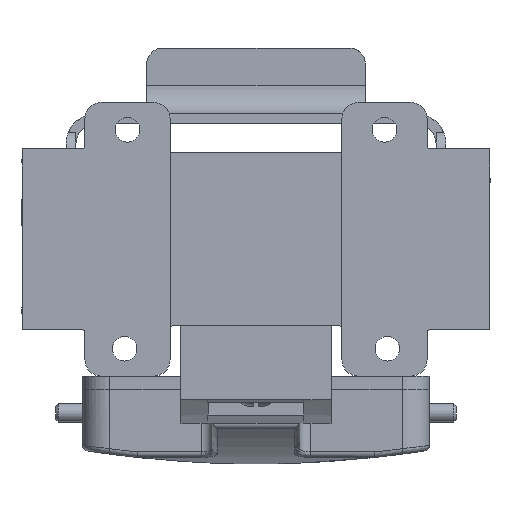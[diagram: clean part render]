
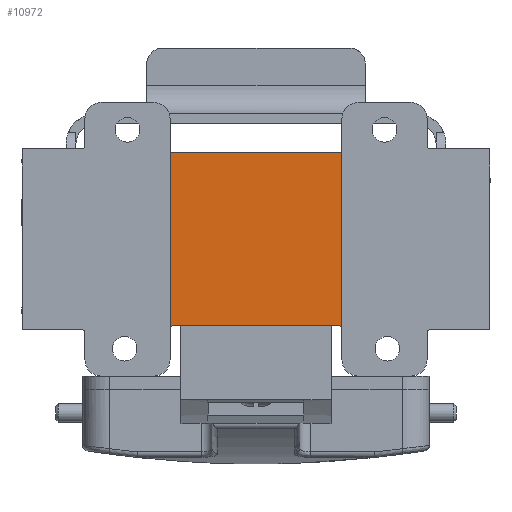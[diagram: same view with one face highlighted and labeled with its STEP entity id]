
A CAD part, front view. The second image highlights one B-rep face of the part: STEP entity #10972.
In plain terms, the highlighted planar face has unit normal (0, -1, 0).
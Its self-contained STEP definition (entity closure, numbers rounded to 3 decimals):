
#69 = CARTESIAN_POINT ( 'NONE',  ( 26.73, -51.35, -15.761 ) ) ;
#169 =( BOUNDED_CURVE ( )  B_SPLINE_CURVE ( 3, ( #3070, #12978, #14640, #4743 ),
 .UNSPECIFIED., .F., .F. ) 
 B_SPLINE_CURVE_WITH_KNOTS ( ( 4, 4 ),
 ( 4.712, 6.283 ),
 .UNSPECIFIED. ) 
 CURVE ( )  GEOMETRIC_REPRESENTATION_ITEM ( )  RATIONAL_B_SPLINE_CURVE ( ( 1., 0.805, 0.805, 1. ) ) 
 REPRESENTATION_ITEM ( '' )  );
#1972 = CARTESIAN_POINT ( 'NONE',  ( -15.7, -51.35, -16.361 ) ) ;
#2026 = VECTOR ( 'NONE', #4406, 1000. ) ;
#2246 =( BOUNDED_CURVE ( )  B_SPLINE_CURVE ( 3, ( #11589, #5025, #8323, #19898 ),
 .UNSPECIFIED., .F., .F. ) 
 B_SPLINE_CURVE_WITH_KNOTS ( ( 4, 4 ),
 ( 3.142, 4.712 ),
 .UNSPECIFIED. ) 
 CURVE ( )  GEOMETRIC_REPRESENTATION_ITEM ( )  RATIONAL_B_SPLINE_CURVE ( ( 1., 0.805, 0.805, 1. ) ) 
 REPRESENTATION_ITEM ( '' )  );
#2576 = CARTESIAN_POINT ( 'NONE',  ( 15.1, -51.35, 15.761 ) ) ;
#3070 = CARTESIAN_POINT ( 'NONE',  ( 15.7, -51.35, 16.361 ) ) ;
#3085 = CARTESIAN_POINT ( 'NONE',  ( -15.1, -51.35, 15.761 ) ) ;
#3097 = LINE ( 'NONE', #11524, #11360 ) ;
#3164 = ORIENTED_EDGE ( 'NONE', *, *, #6648, .T. ) ;
#3779 = AXIS2_PLACEMENT_3D ( 'NONE', #6325, #17886, #7982 ) ;
#3834 = ORIENTED_EDGE ( 'NONE', *, *, #17046, .F. ) ;
#4406 = DIRECTION ( 'NONE',  ( 1., 0., 0. ) ) ;
#4704 = EDGE_CURVE ( 'NONE', #18514, #13891, #6276, .T. ) ;
#4732 = FACE_OUTER_BOUND ( 'NONE', #9265, .T. ) ;
#4743 = CARTESIAN_POINT ( 'NONE',  ( 15.1, -51.35, 15.761 ) ) ;
#5025 = CARTESIAN_POINT ( 'NONE',  ( 15.451, -51.35, -15.761 ) ) ;
#5444 = EDGE_CURVE ( 'NONE', #12936, #10843, #10823, .T. ) ;
#5628 = VERTEX_POINT ( 'NONE', #16958 ) ;
#6011 = CARTESIAN_POINT ( 'NONE',  ( -15.7, -51.35, -16.361 ) ) ;
#6080 = ORIENTED_EDGE ( 'NONE', *, *, #11178, .T. ) ;
#6276 = LINE ( 'NONE', #69, #7565 ) ;
#6325 = CARTESIAN_POINT ( 'NONE',  ( 26.73, -51.35, 9.865 ) ) ;
#6492 =( BOUNDED_CURVE ( )  B_SPLINE_CURVE ( 3, ( #13326, #8388, #19973, #10051 ),
 .UNSPECIFIED., .F., .T. ) 
 B_SPLINE_CURVE_WITH_KNOTS ( ( 4, 4 ),
 ( 3.142, 4.712 ),
 .UNSPECIFIED. ) 
 CURVE ( )  GEOMETRIC_REPRESENTATION_ITEM ( )  RATIONAL_B_SPLINE_CURVE ( ( 1., 0.805, 0.805, 1. ) ) 
 REPRESENTATION_ITEM ( '' )  );
#6648 = EDGE_CURVE ( 'NONE', #15608, #10843, #169, .T. ) ;
#7565 = VECTOR ( 'NONE', #11654, 1000. ) ;
#7631 = EDGE_CURVE ( 'NONE', #5628, #15608, #3097, .T. ) ;
#7678 = CARTESIAN_POINT ( 'NONE',  ( -15.7, -51.35, -16.01 ) ) ;
#7982 = DIRECTION ( 'NONE',  ( 0., 0., 1. ) ) ;
#7993 = VERTEX_POINT ( 'NONE', #1972 ) ;
#8323 = CARTESIAN_POINT ( 'NONE',  ( 15.7, -51.35, -16.01 ) ) ;
#8340 = ORIENTED_EDGE ( 'NONE', *, *, #4704, .F. ) ;
#8388 = CARTESIAN_POINT ( 'NONE',  ( -15.451, -51.35, 15.761 ) ) ;
#8447 =( BOUNDED_CURVE ( )  B_SPLINE_CURVE ( 3, ( #6011, #7678, #19228, #9334 ),
 .UNSPECIFIED., .F., .T. ) 
 B_SPLINE_CURVE_WITH_KNOTS ( ( 4, 4 ),
 ( 4.712, 6.283 ),
 .UNSPECIFIED. ) 
 CURVE ( )  GEOMETRIC_REPRESENTATION_ITEM ( )  RATIONAL_B_SPLINE_CURVE ( ( 1., 0.805, 0.805, 1. ) ) 
 REPRESENTATION_ITEM ( '' )  );
#9265 = EDGE_LOOP ( 'NONE', ( #3834, #15018, #8340, #20672, #16763, #3164, #11899, #6080 ) ) ;
#9334 = CARTESIAN_POINT ( 'NONE',  ( -15.1, -51.35, -15.761 ) ) ;
#9574 = PLANE ( 'NONE',  #3779 ) ;
#9928 = EDGE_CURVE ( 'NONE', #18514, #5628, #2246, .T. ) ;
#10051 = CARTESIAN_POINT ( 'NONE',  ( -15.7, -51.35, 16.361 ) ) ;
#10823 = LINE ( 'NONE', #14384, #2026 ) ;
#10843 = VERTEX_POINT ( 'NONE', #2576 ) ;
#10972 = ADVANCED_FACE ( 'NONE', ( #4732 ), #9574, .F. ) ;
#11178 = EDGE_CURVE ( 'NONE', #12936, #15791, #6492, .T. ) ;
#11360 = VECTOR ( 'NONE', #13193, 1000. ) ;
#11524 = CARTESIAN_POINT ( 'NONE',  ( 15.7, -51.35, 9.865 ) ) ;
#11589 = CARTESIAN_POINT ( 'NONE',  ( 15.1, -51.35, -15.761 ) ) ;
#11654 = DIRECTION ( 'NONE',  ( -1., 0., 0. ) ) ;
#11899 = ORIENTED_EDGE ( 'NONE', *, *, #5444, .F. ) ;
#12301 = EDGE_CURVE ( 'NONE', #7993, #13891, #8447, .T. ) ;
#12936 = VERTEX_POINT ( 'NONE', #3085 ) ;
#12978 = CARTESIAN_POINT ( 'NONE',  ( 15.7, -51.35, 16.01 ) ) ;
#13193 = DIRECTION ( 'NONE',  ( 0., 0., 1. ) ) ;
#13326 = CARTESIAN_POINT ( 'NONE',  ( -15.1, -51.35, 15.761 ) ) ;
#13891 = VERTEX_POINT ( 'NONE', #18905 ) ;
#14384 = CARTESIAN_POINT ( 'NONE',  ( 26.73, -51.35, 15.761 ) ) ;
#14640 = CARTESIAN_POINT ( 'NONE',  ( 15.451, -51.35, 15.761 ) ) ;
#15018 = ORIENTED_EDGE ( 'NONE', *, *, #12301, .T. ) ;
#15608 = VERTEX_POINT ( 'NONE', #19652 ) ;
#15791 = VERTEX_POINT ( 'NONE', #15812 ) ;
#15800 = LINE ( 'NONE', #18263, #19657 ) ;
#15812 = CARTESIAN_POINT ( 'NONE',  ( -15.7, -51.35, 16.361 ) ) ;
#16763 = ORIENTED_EDGE ( 'NONE', *, *, #7631, .T. ) ;
#16958 = CARTESIAN_POINT ( 'NONE',  ( 15.7, -51.35, -16.361 ) ) ;
#17046 = EDGE_CURVE ( 'NONE', #7993, #15791, #15800, .T. ) ;
#17886 = DIRECTION ( 'NONE',  ( 0., 1., 0. ) ) ;
#18263 = CARTESIAN_POINT ( 'NONE',  ( -15.7, -51.35, 9.865 ) ) ;
#18312 = CARTESIAN_POINT ( 'NONE',  ( 15.1, -51.35, -15.761 ) ) ;
#18514 = VERTEX_POINT ( 'NONE', #18312 ) ;
#18905 = CARTESIAN_POINT ( 'NONE',  ( -15.1, -51.35, -15.761 ) ) ;
#19228 = CARTESIAN_POINT ( 'NONE',  ( -15.451, -51.35, -15.761 ) ) ;
#19652 = CARTESIAN_POINT ( 'NONE',  ( 15.7, -51.35, 16.361 ) ) ;
#19657 = VECTOR ( 'NONE', #19920, 1000. ) ;
#19898 = CARTESIAN_POINT ( 'NONE',  ( 15.7, -51.35, -16.361 ) ) ;
#19920 = DIRECTION ( 'NONE',  ( 0., 0., 1. ) ) ;
#19973 = CARTESIAN_POINT ( 'NONE',  ( -15.7, -51.35, 16.01 ) ) ;
#20672 = ORIENTED_EDGE ( 'NONE', *, *, #9928, .T. ) ;
